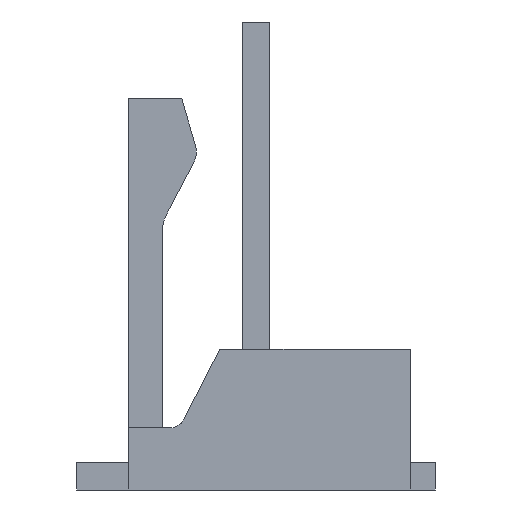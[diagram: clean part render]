
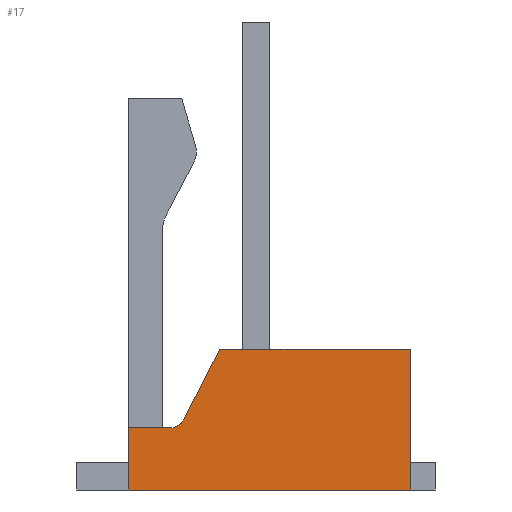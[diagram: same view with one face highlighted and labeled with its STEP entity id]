
A CAD part, left-side view. The second image highlights one B-rep face of the part: STEP entity #17.
In plain terms, the highlighted planar face has unit normal (-1, 0, 0).
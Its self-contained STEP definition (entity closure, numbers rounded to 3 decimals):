
#17 = ADVANCED_FACE('',(#18),#32,.F.);
#18 = FACE_BOUND('',#19,.F.);
#19 = EDGE_LOOP('',(#20,#55,#84,#112,#140,#168,#196));
#20 = ORIENTED_EDGE('',*,*,#21,.F.);
#21 = EDGE_CURVE('',#22,#24,#26,.T.);
#22 = VERTEX_POINT('',#23);
#23 = CARTESIAN_POINT('',(-5.08,2.265,-1.778));
#24 = VERTEX_POINT('',#25);
#25 = CARTESIAN_POINT('',(-5.08,3.175,-1.778));
#26 = SURFACE_CURVE('',#27,(#31,#43),.PCURVE_S1.);
#27 = LINE('',#28,#29);
#28 = CARTESIAN_POINT('',(-5.08,2.265,-1.778));
#29 = VECTOR('',#30,1.);
#30 = DIRECTION('',(0.,1.,0.));
#31 = PCURVE('',#32,#37);
#32 = PLANE('',#33);
#33 = AXIS2_PLACEMENT_3D('',#34,#35,#36);
#34 = CARTESIAN_POINT('',(-5.08,0.,0.));
#35 = DIRECTION('',(1.,0.,0.));
#36 = DIRECTION('',(-0.,1.,0.));
#37 = DEFINITIONAL_REPRESENTATION('',(#38),#42);
#38 = LINE('',#39,#40);
#39 = CARTESIAN_POINT('',(2.265,-1.778));
#40 = VECTOR('',#41,1.);
#41 = DIRECTION('',(1.,0.));
#42 = ( GEOMETRIC_REPRESENTATION_CONTEXT(2) 
PARAMETRIC_REPRESENTATION_CONTEXT() REPRESENTATION_CONTEXT('2D SPACE',''
  ) );
#43 = PCURVE('',#44,#49);
#44 = PLANE('',#45);
#45 = AXIS2_PLACEMENT_3D('',#46,#47,#48);
#46 = CARTESIAN_POINT('',(-5.08,0.,-1.778));
#47 = DIRECTION('',(0.,0.,1.));
#48 = DIRECTION('',(1.,0.,-0.));
#49 = DEFINITIONAL_REPRESENTATION('',(#50),#54);
#50 = LINE('',#51,#52);
#51 = CARTESIAN_POINT('',(0.,2.265));
#52 = VECTOR('',#53,1.);
#53 = DIRECTION('',(0.,1.));
#54 = ( GEOMETRIC_REPRESENTATION_CONTEXT(2) 
PARAMETRIC_REPRESENTATION_CONTEXT() REPRESENTATION_CONTEXT('2D SPACE',''
  ) );
#55 = ORIENTED_EDGE('',*,*,#56,.F.);
#56 = EDGE_CURVE('',#57,#22,#59,.T.);
#57 = VERTEX_POINT('',#58);
#58 = CARTESIAN_POINT('',(-5.08,1.926,-1.57));
#59 = SURFACE_CURVE('',#60,(#65,#72),.PCURVE_S1.);
#60 = CIRCLE('',#61,0.381);
#61 = AXIS2_PLACEMENT_3D('',#62,#63,#64);
#62 = CARTESIAN_POINT('',(-5.08,2.265,-1.397));
#63 = DIRECTION('',(1.,0.,0.));
#64 = DIRECTION('',(0.,-0.891,-0.454));
#65 = PCURVE('',#32,#66);
#66 = DEFINITIONAL_REPRESENTATION('',(#67),#71);
#67 = CIRCLE('',#68,0.381);
#68 = AXIS2_PLACEMENT_2D('',#69,#70);
#69 = CARTESIAN_POINT('',(2.265,-1.397));
#70 = DIRECTION('',(-0.891,-0.454));
#71 = ( GEOMETRIC_REPRESENTATION_CONTEXT(2) 
PARAMETRIC_REPRESENTATION_CONTEXT() REPRESENTATION_CONTEXT('2D SPACE',''
  ) );
#72 = PCURVE('',#73,#78);
#73 = CYLINDRICAL_SURFACE('',#74,0.381);
#74 = AXIS2_PLACEMENT_3D('',#75,#76,#77);
#75 = CARTESIAN_POINT('',(18.325,2.265,-1.397));
#76 = DIRECTION('',(-1.,0.,0.));
#77 = DIRECTION('',(0.,0.,-1.));
#78 = DEFINITIONAL_REPRESENTATION('',(#79),#83);
#79 = LINE('',#80,#81);
#80 = CARTESIAN_POINT('',(1.1,23.405));
#81 = VECTOR('',#82,1.);
#82 = DIRECTION('',(-1.,0.));
#83 = ( GEOMETRIC_REPRESENTATION_CONTEXT(2) 
PARAMETRIC_REPRESENTATION_CONTEXT() REPRESENTATION_CONTEXT('2D SPACE',''
  ) );
#84 = ORIENTED_EDGE('',*,*,#85,.F.);
#85 = EDGE_CURVE('',#86,#57,#88,.T.);
#86 = VERTEX_POINT('',#87);
#87 = CARTESIAN_POINT('',(-5.08,1.126,0.));
#88 = SURFACE_CURVE('',#89,(#93,#100),.PCURVE_S1.);
#89 = LINE('',#90,#91);
#90 = CARTESIAN_POINT('',(-5.08,1.126,0.));
#91 = VECTOR('',#92,1.);
#92 = DIRECTION('',(0.,0.454,-0.891));
#93 = PCURVE('',#32,#94);
#94 = DEFINITIONAL_REPRESENTATION('',(#95),#99);
#95 = LINE('',#96,#97);
#96 = CARTESIAN_POINT('',(1.126,0.));
#97 = VECTOR('',#98,1.);
#98 = DIRECTION('',(0.454,-0.891));
#99 = ( GEOMETRIC_REPRESENTATION_CONTEXT(2) 
PARAMETRIC_REPRESENTATION_CONTEXT() REPRESENTATION_CONTEXT('2D SPACE',''
  ) );
#100 = PCURVE('',#101,#106);
#101 = PLANE('',#102);
#102 = AXIS2_PLACEMENT_3D('',#103,#104,#105);
#103 = CARTESIAN_POINT('',(5.08,1.126,0.));
#104 = DIRECTION('',(0.,-0.891,-0.454));
#105 = DIRECTION('',(0.,0.454,-0.891));
#106 = DEFINITIONAL_REPRESENTATION('',(#107),#111);
#107 = LINE('',#108,#109);
#108 = CARTESIAN_POINT('',(0.,-10.16));
#109 = VECTOR('',#110,1.);
#110 = DIRECTION('',(1.,0.));
#111 = ( GEOMETRIC_REPRESENTATION_CONTEXT(2) 
PARAMETRIC_REPRESENTATION_CONTEXT() REPRESENTATION_CONTEXT('2D SPACE',''
  ) );
#112 = ORIENTED_EDGE('',*,*,#113,.F.);
#113 = EDGE_CURVE('',#114,#86,#116,.T.);
#114 = VERTEX_POINT('',#115);
#115 = CARTESIAN_POINT('',(-5.08,-3.175,0.));
#116 = SURFACE_CURVE('',#117,(#121,#128),.PCURVE_S1.);
#117 = LINE('',#118,#119);
#118 = CARTESIAN_POINT('',(-5.08,-3.175,0.));
#119 = VECTOR('',#120,1.);
#120 = DIRECTION('',(0.,1.,0.));
#121 = PCURVE('',#32,#122);
#122 = DEFINITIONAL_REPRESENTATION('',(#123),#127);
#123 = LINE('',#124,#125);
#124 = CARTESIAN_POINT('',(-3.175,0.));
#125 = VECTOR('',#126,1.);
#126 = DIRECTION('',(1.,0.));
#127 = ( GEOMETRIC_REPRESENTATION_CONTEXT(2) 
PARAMETRIC_REPRESENTATION_CONTEXT() REPRESENTATION_CONTEXT('2D SPACE',''
  ) );
#128 = PCURVE('',#129,#134);
#129 = PLANE('',#130);
#130 = AXIS2_PLACEMENT_3D('',#131,#132,#133);
#131 = CARTESIAN_POINT('',(-5.08,2.413,0.));
#132 = DIRECTION('',(0.,0.,1.));
#133 = DIRECTION('',(0.,-1.,0.));
#134 = DEFINITIONAL_REPRESENTATION('',(#135),#139);
#135 = LINE('',#136,#137);
#136 = CARTESIAN_POINT('',(5.588,0.));
#137 = VECTOR('',#138,1.);
#138 = DIRECTION('',(-1.,0.));
#139 = ( GEOMETRIC_REPRESENTATION_CONTEXT(2) 
PARAMETRIC_REPRESENTATION_CONTEXT() REPRESENTATION_CONTEXT('2D SPACE',''
  ) );
#140 = ORIENTED_EDGE('',*,*,#141,.T.);
#141 = EDGE_CURVE('',#114,#142,#144,.T.);
#142 = VERTEX_POINT('',#143);
#143 = CARTESIAN_POINT('',(-5.08,-3.175,-3.175));
#144 = SURFACE_CURVE('',#145,(#149,#156),.PCURVE_S1.);
#145 = LINE('',#146,#147);
#146 = CARTESIAN_POINT('',(-5.08,-3.175,0.));
#147 = VECTOR('',#148,1.);
#148 = DIRECTION('',(0.,0.,-1.));
#149 = PCURVE('',#32,#150);
#150 = DEFINITIONAL_REPRESENTATION('',(#151),#155);
#151 = LINE('',#152,#153);
#152 = CARTESIAN_POINT('',(-3.175,0.));
#153 = VECTOR('',#154,1.);
#154 = DIRECTION('',(0.,-1.));
#155 = ( GEOMETRIC_REPRESENTATION_CONTEXT(2) 
PARAMETRIC_REPRESENTATION_CONTEXT() REPRESENTATION_CONTEXT('2D SPACE',''
  ) );
#156 = PCURVE('',#157,#162);
#157 = PLANE('',#158);
#158 = AXIS2_PLACEMENT_3D('',#159,#160,#161);
#159 = CARTESIAN_POINT('',(-5.08,-3.175,0.));
#160 = DIRECTION('',(0.,-1.,0.));
#161 = DIRECTION('',(0.,0.,-1.));
#162 = DEFINITIONAL_REPRESENTATION('',(#163),#167);
#163 = LINE('',#164,#165);
#164 = CARTESIAN_POINT('',(0.,0.));
#165 = VECTOR('',#166,1.);
#166 = DIRECTION('',(1.,0.));
#167 = ( GEOMETRIC_REPRESENTATION_CONTEXT(2) 
PARAMETRIC_REPRESENTATION_CONTEXT() REPRESENTATION_CONTEXT('2D SPACE',''
  ) );
#168 = ORIENTED_EDGE('',*,*,#169,.T.);
#169 = EDGE_CURVE('',#142,#170,#172,.T.);
#170 = VERTEX_POINT('',#171);
#171 = CARTESIAN_POINT('',(-5.08,3.175,-3.175));
#172 = SURFACE_CURVE('',#173,(#177,#184),.PCURVE_S1.);
#173 = LINE('',#174,#175);
#174 = CARTESIAN_POINT('',(-5.08,-3.175,-3.175));
#175 = VECTOR('',#176,1.);
#176 = DIRECTION('',(0.,1.,0.));
#177 = PCURVE('',#32,#178);
#178 = DEFINITIONAL_REPRESENTATION('',(#179),#183);
#179 = LINE('',#180,#181);
#180 = CARTESIAN_POINT('',(-3.175,-3.175));
#181 = VECTOR('',#182,1.);
#182 = DIRECTION('',(1.,0.));
#183 = ( GEOMETRIC_REPRESENTATION_CONTEXT(2) 
PARAMETRIC_REPRESENTATION_CONTEXT() REPRESENTATION_CONTEXT('2D SPACE',''
  ) );
#184 = PCURVE('',#185,#190);
#185 = PLANE('',#186);
#186 = AXIS2_PLACEMENT_3D('',#187,#188,#189);
#187 = CARTESIAN_POINT('',(-5.08,-3.175,-3.175));
#188 = DIRECTION('',(0.,0.,-1.));
#189 = DIRECTION('',(0.,1.,0.));
#190 = DEFINITIONAL_REPRESENTATION('',(#191),#195);
#191 = LINE('',#192,#193);
#192 = CARTESIAN_POINT('',(0.,0.));
#193 = VECTOR('',#194,1.);
#194 = DIRECTION('',(1.,0.));
#195 = ( GEOMETRIC_REPRESENTATION_CONTEXT(2) 
PARAMETRIC_REPRESENTATION_CONTEXT() REPRESENTATION_CONTEXT('2D SPACE',''
  ) );
#196 = ORIENTED_EDGE('',*,*,#197,.T.);
#197 = EDGE_CURVE('',#170,#24,#198,.T.);
#198 = SURFACE_CURVE('',#199,(#203,#210),.PCURVE_S1.);
#199 = LINE('',#200,#201);
#200 = CARTESIAN_POINT('',(-5.08,3.175,-3.175));
#201 = VECTOR('',#202,1.);
#202 = DIRECTION('',(0.,0.,1.));
#203 = PCURVE('',#32,#204);
#204 = DEFINITIONAL_REPRESENTATION('',(#205),#209);
#205 = LINE('',#206,#207);
#206 = CARTESIAN_POINT('',(3.175,-3.175));
#207 = VECTOR('',#208,1.);
#208 = DIRECTION('',(0.,1.));
#209 = ( GEOMETRIC_REPRESENTATION_CONTEXT(2) 
PARAMETRIC_REPRESENTATION_CONTEXT() REPRESENTATION_CONTEXT('2D SPACE',''
  ) );
#210 = PCURVE('',#211,#216);
#211 = PLANE('',#212);
#212 = AXIS2_PLACEMENT_3D('',#213,#214,#215);
#213 = CARTESIAN_POINT('',(-5.08,3.175,-3.175));
#214 = DIRECTION('',(0.,1.,0.));
#215 = DIRECTION('',(0.,-0.,1.));
#216 = DEFINITIONAL_REPRESENTATION('',(#217),#221);
#217 = LINE('',#218,#219);
#218 = CARTESIAN_POINT('',(0.,0.));
#219 = VECTOR('',#220,1.);
#220 = DIRECTION('',(1.,0.));
#221 = ( GEOMETRIC_REPRESENTATION_CONTEXT(2) 
PARAMETRIC_REPRESENTATION_CONTEXT() REPRESENTATION_CONTEXT('2D SPACE',''
  ) );
